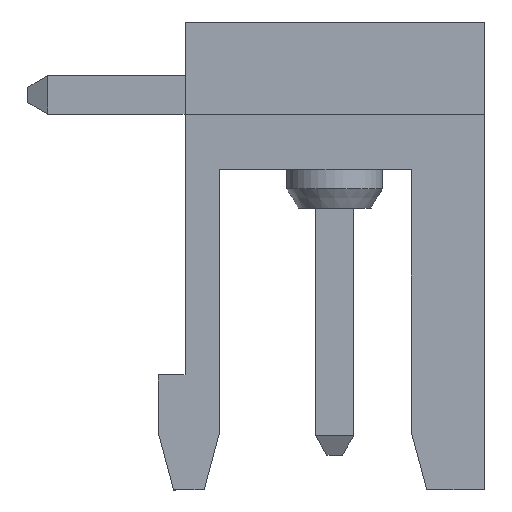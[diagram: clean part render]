
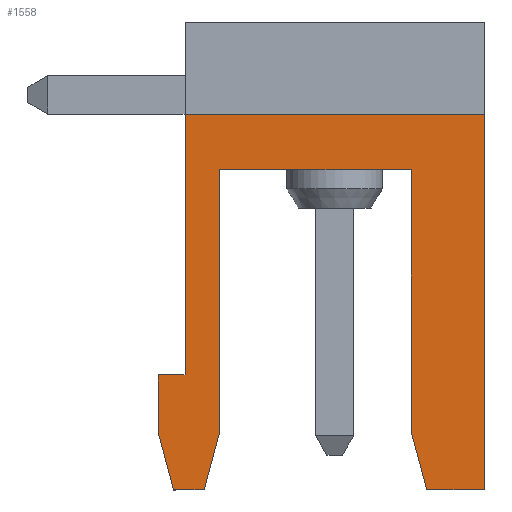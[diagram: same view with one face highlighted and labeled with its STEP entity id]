
A CAD part, front view. The second image highlights one B-rep face of the part: STEP entity #1558.
In plain terms, the highlighted planar face has unit normal (0, -1, 0).
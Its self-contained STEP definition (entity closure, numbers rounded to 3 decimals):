
#1558 = ADVANCED_FACE( '', ( #3181 ), #3182, .F. );
#3181 = FACE_OUTER_BOUND( '', #4823, .T. );
#3182 = PLANE( '', #4824 );
#4823 = EDGE_LOOP( '', ( #9359, #9360, #9361, #9362, #9363, #9364, #9365, #9366, #9367, #9368, #9369, #9370, #9371 ) );
#4824 = AXIS2_PLACEMENT_3D( '', #9372, #9373, #9374 );
#9359 = ORIENTED_EDGE( '', *, *, #10599, .F. );
#9360 = ORIENTED_EDGE( '', *, *, #11268, .T. );
#9361 = ORIENTED_EDGE( '', *, *, #9982, .F. );
#9362 = ORIENTED_EDGE( '', *, *, #11400, .F. );
#9363 = ORIENTED_EDGE( '', *, *, #9968, .F. );
#9364 = ORIENTED_EDGE( '', *, *, #10230, .F. );
#9365 = ORIENTED_EDGE( '', *, *, #10999, .F. );
#9366 = ORIENTED_EDGE( '', *, *, #9853, .F. );
#9367 = ORIENTED_EDGE( '', *, *, #11347, .F. );
#9368 = ORIENTED_EDGE( '', *, *, #10205, .F. );
#9369 = ORIENTED_EDGE( '', *, *, #11134, .F. );
#9370 = ORIENTED_EDGE( '', *, *, #10455, .T. );
#9371 = ORIENTED_EDGE( '', *, *, #10310, .T. );
#9372 = CARTESIAN_POINT( '', ( 109.301, 26.85, -9.8 ) );
#9373 = DIRECTION( '', ( 0., 1., 0. ) );
#9374 = DIRECTION( '', ( 1., 0., 0. ) );
#9853 = EDGE_CURVE( '', #11857, #11852, #11859, .T. );
#9968 = EDGE_CURVE( '', #12056, #11991, #12058, .T. );
#9982 = EDGE_CURVE( '', #12080, #12083, #12084, .T. );
#10205 = EDGE_CURVE( '', #12455, #12401, #12457, .T. );
#10230 = EDGE_CURVE( '', #12497, #12056, #12498, .T. );
#10310 = EDGE_CURVE( '', #12622, #12620, #12623, .T. );
#10455 = EDGE_CURVE( '', #12843, #12622, #12844, .T. );
#10599 = EDGE_CURVE( '', #13056, #12620, #13058, .T. );
#10999 = EDGE_CURVE( '', #11852, #12497, #13594, .T. );
#11134 = EDGE_CURVE( '', #12843, #12455, #13750, .T. );
#11268 = EDGE_CURVE( '', #13056, #12083, #13903, .T. );
#11347 = EDGE_CURVE( '', #12401, #11857, #13985, .T. );
#11400 = EDGE_CURVE( '', #11991, #12080, #14038, .T. );
#11852 = VERTEX_POINT( '', #14672 );
#11857 = VERTEX_POINT( '', #14679 );
#11859 = LINE( '', #14682, #14683 );
#11991 = VERTEX_POINT( '', #14880 );
#12056 = VERTEX_POINT( '', #14979 );
#12058 = LINE( '', #14982, #14983 );
#12080 = VERTEX_POINT( '', #15014 );
#12083 = VERTEX_POINT( '', #15018 );
#12084 = LINE( '', #15019, #15020 );
#12401 = VERTEX_POINT( '', #15477 );
#12455 = VERTEX_POINT( '', #15561 );
#12457 = LINE( '', #15564, #15565 );
#12497 = VERTEX_POINT( '', #15623 );
#12498 = LINE( '', #15624, #15625 );
#12620 = VERTEX_POINT( '', #15807 );
#12622 = VERTEX_POINT( '', #15810 );
#12623 = LINE( '', #15811, #15812 );
#12843 = VERTEX_POINT( '', #16137 );
#12844 = LINE( '', #16138, #16139 );
#13056 = VERTEX_POINT( '', #16460 );
#13058 = LINE( '', #16463, #16464 );
#13594 = LINE( '', #17297, #17298 );
#13750 = LINE( '', #17535, #17536 );
#13903 = LINE( '', #17751, #17752 );
#13985 = LINE( '', #17869, #17870 );
#14038 = LINE( '', #17933, #17934 );
#14672 = CARTESIAN_POINT( '', ( 110., 26.85, -6.8 ) );
#14679 = CARTESIAN_POINT( '', ( 109.301, 26.85, -6.8 ) );
#14682 = CARTESIAN_POINT( '', ( 109.901, 26.85, -6.8 ) );
#14683 = VECTOR( '', #18195, 1000. );
#14880 = CARTESIAN_POINT( '', ( 117.801, 26.85, -9.8 ) );
#14979 = CARTESIAN_POINT( '', ( 117.801, 26.85, 0. ) );
#14982 = CARTESIAN_POINT( '', ( 117.801, 26.85, -9.8 ) );
#14983 = VECTOR( '', #18296, 1000. );
#15014 = CARTESIAN_POINT( '', ( 116.303, 26.85, -9.8 ) );
#15018 = CARTESIAN_POINT( '', ( 115.901, 26.85, -8.3 ) );
#15019 = CARTESIAN_POINT( '', ( 115.901, 26.85, -8.3 ) );
#15020 = VECTOR( '', #18307, 1000. );
#15477 = CARTESIAN_POINT( '', ( 109.301, 26.85, -8.307 ) );
#15561 = CARTESIAN_POINT( '', ( 109.701, 26.85, -9.8 ) );
#15564 = CARTESIAN_POINT( '', ( 109.301, 26.85, -8.307 ) );
#15565 = VECTOR( '', #18509, 1000. );
#15623 = CARTESIAN_POINT( '', ( 110., 26.85, 0. ) );
#15624 = CARTESIAN_POINT( '', ( 117.801, 26.85, 0. ) );
#15625 = VECTOR( '', #18528, 1000. );
#15807 = CARTESIAN_POINT( '', ( 110.901, 26.85, -1.45 ) );
#15810 = CARTESIAN_POINT( '', ( 110.901, 26.85, -8.307 ) );
#15811 = CARTESIAN_POINT( '', ( 110.901, 26.85, -9.8 ) );
#15812 = VECTOR( '', #18593, 1000. );
#16137 = CARTESIAN_POINT( '', ( 110.501, 26.85, -9.8 ) );
#16138 = CARTESIAN_POINT( '', ( 110.42, 26.85, -10.1 ) );
#16139 = VECTOR( '', #18708, 1000. );
#16460 = CARTESIAN_POINT( '', ( 115.901, 26.85, -1.45 ) );
#16463 = CARTESIAN_POINT( '', ( 109.301, 26.85, -1.45 ) );
#16464 = VECTOR( '', #18840, 1000. );
#17297 = CARTESIAN_POINT( '', ( 110., 26.85, 0. ) );
#17298 = VECTOR( '', #19156, 1000. );
#17535 = CARTESIAN_POINT( '', ( 116.303, 26.85, -9.8 ) );
#17536 = VECTOR( '', #19247, 1000. );
#17751 = CARTESIAN_POINT( '', ( 115.901, 26.85, -9.8 ) );
#17752 = VECTOR( '', #19334, 1000. );
#17869 = CARTESIAN_POINT( '', ( 109.301, 26.85, -6.8 ) );
#17870 = VECTOR( '', #19376, 1000. );
#17933 = CARTESIAN_POINT( '', ( 116.303, 26.85, -9.8 ) );
#17934 = VECTOR( '', #19399, 1000. );
#18195 = DIRECTION( '', ( 1., 0., 0. ) );
#18296 = DIRECTION( '', ( 0., 0., -1. ) );
#18307 = DIRECTION( '', ( -0.259, 0., 0.966 ) );
#18509 = DIRECTION( '', ( -0.259, 0., 0.966 ) );
#18528 = DIRECTION( '', ( 1., 0., 0. ) );
#18593 = DIRECTION( '', ( 0., 0., 1. ) );
#18708 = DIRECTION( '', ( 0.259, 0., 0.966 ) );
#18840 = DIRECTION( '', ( -1., 0., 0. ) );
#19156 = DIRECTION( '', ( 0., 0., 1. ) );
#19247 = DIRECTION( '', ( -1., 0., 0. ) );
#19334 = DIRECTION( '', ( 0., 0., -1. ) );
#19376 = DIRECTION( '', ( 0., 0., 1. ) );
#19399 = DIRECTION( '', ( -1., 0., 0. ) );
